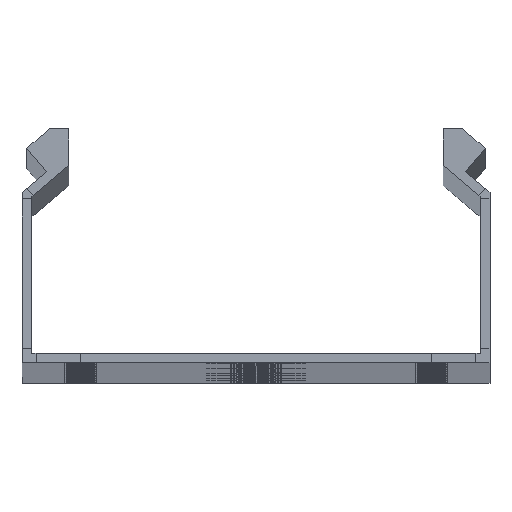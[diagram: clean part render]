
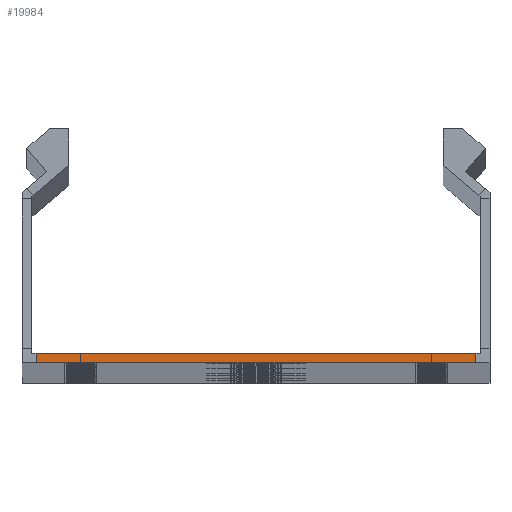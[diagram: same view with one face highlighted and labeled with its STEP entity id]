
A CAD part, top view. The second image highlights one B-rep face of the part: STEP entity #19984.
In plain terms, the highlighted planar face has unit normal (0, 0, 1).
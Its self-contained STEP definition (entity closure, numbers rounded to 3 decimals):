
#725 = LINE ( 'NONE', #19291, #29025 ) ;
#1257 = DIRECTION ( 'NONE',  ( 0., 1., 0. ) ) ;
#1962 = ORIENTED_EDGE ( 'NONE', *, *, #20329, .T. ) ;
#2753 = DIRECTION ( 'NONE',  ( -1., 0., 0. ) ) ;
#3219 = AXIS2_PLACEMENT_3D ( 'NONE', #6393, #24570, #17976 ) ;
#4874 = LINE ( 'NONE', #14617, #14335 ) ;
#6291 = CARTESIAN_POINT ( 'NONE',  ( -47., 2., 1250. ) ) ;
#6393 = CARTESIAN_POINT ( 'NONE',  ( 48., 3., 1250. ) ) ;
#6671 = EDGE_CURVE ( 'NONE', #12287, #21429, #14906, .T. ) ;
#9614 = CARTESIAN_POINT ( 'NONE',  ( -47., 2., 1250. ) ) ;
#12287 = VERTEX_POINT ( 'NONE', #9614 ) ;
#14199 = EDGE_CURVE ( 'NONE', #24028, #12287, #16233, .T. ) ;
#14335 = VECTOR ( 'NONE', #2753, 1000. ) ;
#14617 = CARTESIAN_POINT ( 'NONE',  ( -50., 0., 1250. ) ) ;
#14906 = LINE ( 'NONE', #6291, #17246 ) ;
#15395 = DIRECTION ( 'NONE',  ( 0., -1., 0. ) ) ;
#16233 = LINE ( 'NONE', #17072, #31291 ) ;
#16549 = CARTESIAN_POINT ( 'NONE',  ( 47., 0., 1250. ) ) ;
#16684 = DIRECTION ( 'NONE',  ( -1., 0., 0. ) ) ;
#16786 = ORIENTED_EDGE ( 'NONE', *, *, #6671, .T. ) ;
#17072 = CARTESIAN_POINT ( 'NONE',  ( -50., 2., 1250. ) ) ;
#17246 = VECTOR ( 'NONE', #15395, 1000. ) ;
#17976 = DIRECTION ( 'NONE',  ( 1., 0., 0. ) ) ;
#19291 = CARTESIAN_POINT ( 'NONE',  ( 47., 0., 1250. ) ) ;
#19984 = ADVANCED_FACE ( 'NONE', ( #33778 ), #21524, .T. ) ;
#20329 = EDGE_CURVE ( 'NONE', #34457, #24028, #725, .T. ) ;
#21429 = VERTEX_POINT ( 'NONE', #31974 ) ;
#21524 = PLANE ( 'NONE',  #3219 ) ;
#23431 = EDGE_LOOP ( 'NONE', ( #34901, #1962, #32479, #16786 ) ) ;
#24028 = VERTEX_POINT ( 'NONE', #37251 ) ;
#24570 = DIRECTION ( 'NONE',  ( 0., 0., 1. ) ) ;
#29025 = VECTOR ( 'NONE', #1257, 1000. ) ;
#31291 = VECTOR ( 'NONE', #16684, 1000. ) ;
#31974 = CARTESIAN_POINT ( 'NONE',  ( -47., 0., 1250. ) ) ;
#32479 = ORIENTED_EDGE ( 'NONE', *, *, #14199, .T. ) ;
#33778 = FACE_OUTER_BOUND ( 'NONE', #23431, .T. ) ;
#34457 = VERTEX_POINT ( 'NONE', #16549 ) ;
#34901 = ORIENTED_EDGE ( 'NONE', *, *, #36839, .F. ) ;
#36839 = EDGE_CURVE ( 'NONE', #34457, #21429, #4874, .T. ) ;
#37251 = CARTESIAN_POINT ( 'NONE',  ( 47., 2., 1250. ) ) ;
